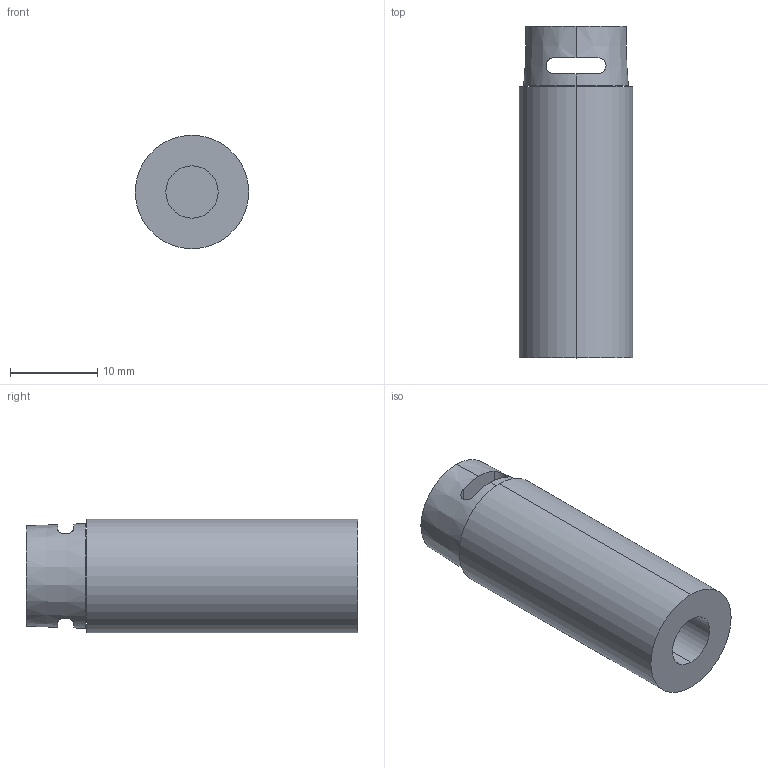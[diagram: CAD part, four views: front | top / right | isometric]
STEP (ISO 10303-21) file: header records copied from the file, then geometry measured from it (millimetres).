
FILE_DESCRIPTION (( 'STEP AP203' ), '1' );
FILE_NAME ('AF_pro_half_dart_38mm.STEP', '2022-08-08T13:53:52', ( '' ), ( '' ), 'SwSTEP 2.0', 'SolidWorks 2020', '' );
FILE_SCHEMA (( 'CONFIG_CONTROL_DESIGN' ));
Length unit declared in the file: millimetre
Products named in the file (1): AF_pro_half_dart_38mm
Bounding box: 13 x 38 x 13 mm (x, y, z)
Volume: 4082.5 mm3; surface area: 2433.8 mm2
Topology: 1 solids, 1 shells, 18 faces, 45 edges, 30 vertices
Faces by surface type: cylinder 9, plane 7, cone 2
Entity records: 688 total; most frequent: CARTESIAN_POINT 160, DIRECTION 101, ORIENTED_EDGE 90, EDGE_CURVE 45, AXIS2_PLACEMENT_3D 43, VERTEX_POINT 30, CIRCLE 24, EDGE_LOOP 21
